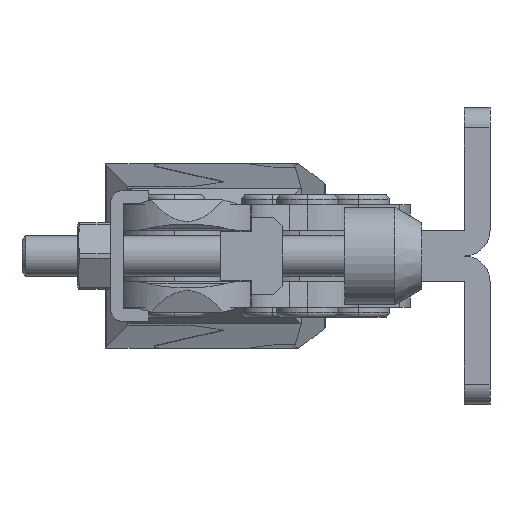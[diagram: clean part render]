
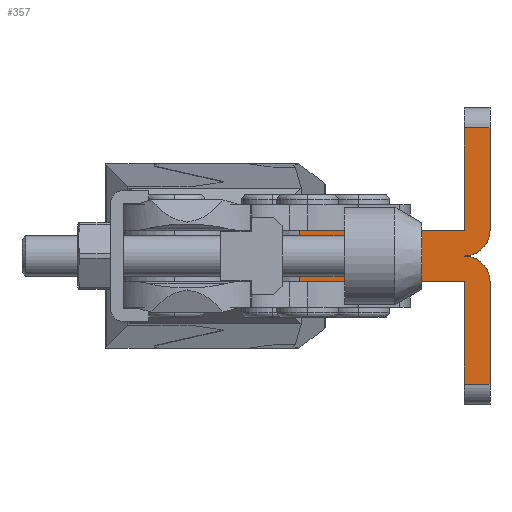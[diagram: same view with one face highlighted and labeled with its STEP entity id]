
A CAD part, left-side view. The second image highlights one B-rep face of the part: STEP entity #357.
In plain terms, the highlighted planar face has unit normal (-1, 0, 0).
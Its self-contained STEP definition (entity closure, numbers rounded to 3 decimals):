
#357=ADVANCED_FACE('NONE',(#990),#991,.F.);
#990=FACE_OUTER_BOUND('',#1948,.T.);
#991=PLANE('',#1949);
#1948=EDGE_LOOP('',(#3292,#3293,#3294,#3295,#3296,#3297,#3298,#3299,#3300,#3301,#3302));
#1949=AXIS2_PLACEMENT_3D('',#3303,#3304,#3305);
#3292=ORIENTED_EDGE('',*,*,#5875,.F.);
#3293=ORIENTED_EDGE('',*,*,#5877,.F.);
#3294=ORIENTED_EDGE('',*,*,#5878,.F.);
#3295=ORIENTED_EDGE('',*,*,#5879,.F.);
#3296=ORIENTED_EDGE('',*,*,#5880,.F.);
#3297=ORIENTED_EDGE('',*,*,#5881,.F.);
#3298=ORIENTED_EDGE('',*,*,#5882,.F.);
#3299=ORIENTED_EDGE('',*,*,#5883,.F.);
#3300=ORIENTED_EDGE('',*,*,#5884,.F.);
#3301=ORIENTED_EDGE('',*,*,#5885,.F.);
#3302=ORIENTED_EDGE('',*,*,#5854,.T.);
#3303=CARTESIAN_POINT('',(0.0,100.0,-25.0));
#3304=DIRECTION('',(1.0,0.0,0.0));
#3305=DIRECTION('',(0.0,1.0,-0.0));
#5854=EDGE_CURVE('NONE',#6931,#6929,#6932,.T.);
#5875=EDGE_CURVE('NONE',#6961,#6929,#6963,.T.);
#5877=EDGE_CURVE('NONE',#6965,#6961,#6966,.T.);
#5878=EDGE_CURVE('NONE',#6967,#6965,#6968,.T.);
#5879=EDGE_CURVE('NONE',#6969,#6967,#6970,.T.);
#5880=EDGE_CURVE('NONE',#6971,#6969,#6972,.T.);
#5881=EDGE_CURVE('NONE',#6973,#6971,#6974,.T.);
#5882=EDGE_CURVE('NONE',#6975,#6973,#6976,.T.);
#5883=EDGE_CURVE('NONE',#6977,#6975,#6978,.T.);
#5884=EDGE_CURVE('NONE',#6979,#6977,#6980,.T.);
#5885=EDGE_CURVE('NONE',#6931,#6979,#6981,.T.);
#6929=VERTEX_POINT('NONE',#8484);
#6931=VERTEX_POINT('NONE',#8486);
#6932=LINE('',#8487,#8488);
#6961=VERTEX_POINT('NONE',#8525);
#6963=LINE('',#8527,#8528);
#6965=VERTEX_POINT('NONE',#8530);
#6966=LINE('',#8531,#8532);
#6967=VERTEX_POINT('NONE',#8533);
#6968=LINE('',#8534,#8535);
#6969=VERTEX_POINT('NONE',#8536);
#6970=LINE('',#8537,#8538);
#6971=VERTEX_POINT('NONE',#8539);
#6972=LINE('',#8540,#8541);
#6973=VERTEX_POINT('NONE',#8542);
#6974=CIRCLE('',#8543,5.);
#6975=VERTEX_POINT('NONE',#8544);
#6976=CIRCLE('',#8545,5.);
#6977=VERTEX_POINT('NONE',#8546);
#6978=LINE('',#8547,#8548);
#6979=VERTEX_POINT('NONE',#8549);
#6980=LINE('',#8550,#8551);
#6981=LINE('',#8552,#8553);
#8484=CARTESIAN_POINT('',(0.,37.19,5.0));
#8486=CARTESIAN_POINT('',(0.0,5.0,5.0));
#8487=CARTESIAN_POINT('',(0.0,51.6,5.0));
#8488=VECTOR('',#11256,1000.0);
#8525=CARTESIAN_POINT('',(0.,37.19,-5.0));
#8527=CARTESIAN_POINT('',(0.,37.19,50.0));
#8528=VECTOR('',#11289,1000.0);
#8530=CARTESIAN_POINT('',(0.0,5.0,-5.0));
#8531=CARTESIAN_POINT('',(0.0,100.0,-5.0));
#8532=VECTOR('',#11290,1000.0);
#8533=CARTESIAN_POINT('',(0.0,5.0,-25.));
#8534=CARTESIAN_POINT('',(0.0,5.0,-25.0));
#8535=VECTOR('',#11291,1000.0);
#8536=CARTESIAN_POINT('',(0.0,0.0,-25.));
#8537=CARTESIAN_POINT('',(0.0,100.0,-25.));
#8538=VECTOR('',#11292,1000.0);
#8539=CARTESIAN_POINT('',(0.0,0.0,-5.));
#8540=CARTESIAN_POINT('',(0.0,0.0,-25.0));
#8541=VECTOR('',#11293,1000.0);
#8542=CARTESIAN_POINT('',(0.0,5.,0.));
#8543=AXIS2_PLACEMENT_3D('',#11294,#11295,#11296);
#8544=CARTESIAN_POINT('',(0.0,0.0,5.));
#8545=AXIS2_PLACEMENT_3D('',#11297,#11298,#11299);
#8546=CARTESIAN_POINT('',(0.0,0.0,25.));
#8547=CARTESIAN_POINT('',(0.0,0.0,-25.0));
#8548=VECTOR('',#11300,1000.0);
#8549=CARTESIAN_POINT('',(0.0,5.0,25.));
#8550=CARTESIAN_POINT('',(0.0,100.0,25.));
#8551=VECTOR('',#11301,1000.0);
#8552=CARTESIAN_POINT('',(0.0,5.0,-25.0));
#8553=VECTOR('',#11302,1000.0);
#11256=DIRECTION('',(0.0,1.0,0.0));
#11289=DIRECTION('',(-0.0,-0.0,1.0));
#11290=DIRECTION('',(-0.0,1.0,0.0));
#11291=DIRECTION('',(-0.0,-0.0,1.0));
#11292=DIRECTION('',(-0.0,1.0,0.0));
#11293=DIRECTION('',(0.0,0.0,-1.0));
#11294=CARTESIAN_POINT('',(0.0,5.,-5.));
#11295=DIRECTION('',(1.0,0.0,-0.0));
#11296=DIRECTION('',(0.0,0.0,1.0));
#11297=CARTESIAN_POINT('',(0.0,5.,5.));
#11298=DIRECTION('',(1.0,0.0,-0.0));
#11299=DIRECTION('',(0.0,0.0,1.0));
#11300=DIRECTION('',(0.0,0.0,-1.0));
#11301=DIRECTION('',(0.0,-1.0,-0.0));
#11302=DIRECTION('',(-0.0,-0.0,1.0));
